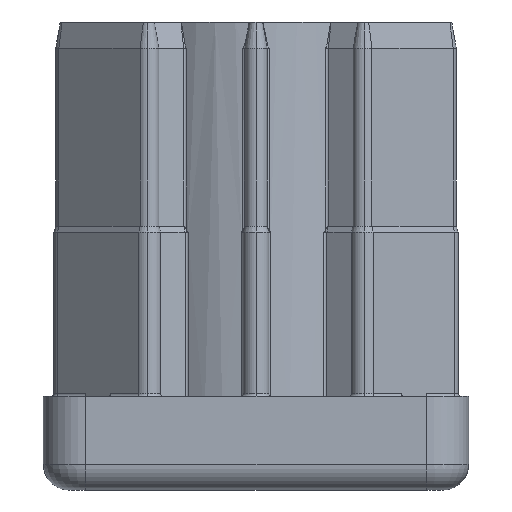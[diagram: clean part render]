
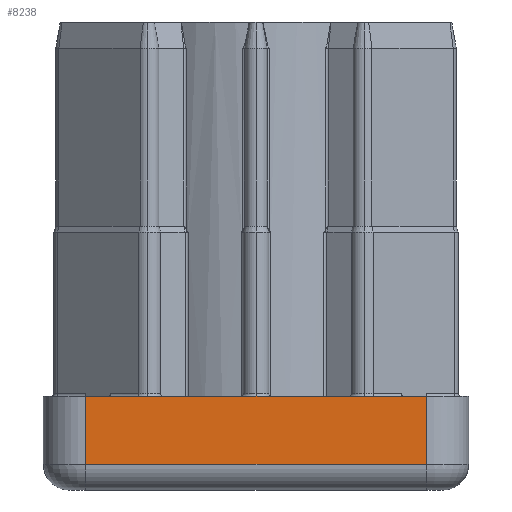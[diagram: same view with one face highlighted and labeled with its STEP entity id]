
A CAD part, left-side view. The second image highlights one B-rep face of the part: STEP entity #8238.
In plain terms, the highlighted planar face has unit normal (-1, 0, 0).
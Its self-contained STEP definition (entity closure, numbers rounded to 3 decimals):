
#296 = ORIENTED_EDGE ( 'NONE', *, *, #12932, .T. ) ;
#375 = LINE ( 'NONE', #15811, #9550 ) ;
#858 = ORIENTED_EDGE ( 'NONE', *, *, #10582, .F. ) ;
#1410 = LINE ( 'NONE', #3096, #14312 ) ;
#1762 = DIRECTION ( 'NONE',  ( 1., 0., 0. ) ) ;
#1904 = DIRECTION ( 'NONE',  ( 0., -1., 0. ) ) ;
#2449 = CARTESIAN_POINT ( 'NONE',  ( -25., -20., 3. ) ) ;
#2928 = EDGE_CURVE ( 'NONE', #11618, #5910, #10901, .T. ) ;
#3096 = CARTESIAN_POINT ( 'NONE',  ( -25., -25., 11. ) ) ;
#3405 = CARTESIAN_POINT ( 'NONE',  ( -25., -20., 3. ) ) ;
#3762 = CARTESIAN_POINT ( 'NONE',  ( -25., 20., 11. ) ) ;
#4744 = AXIS2_PLACEMENT_3D ( 'NONE', #8851, #1762, #13872 ) ;
#5910 = VERTEX_POINT ( 'NONE', #2449 ) ;
#5982 = CARTESIAN_POINT ( 'NONE',  ( -25., 20., 11. ) ) ;
#8112 = DIRECTION ( 'NONE',  ( 0., -1., 0. ) ) ;
#8238 = ADVANCED_FACE ( 'NONE', ( #14801 ), #12603, .F. ) ;
#8358 = DIRECTION ( 'NONE',  ( 0., 0., 1. ) ) ;
#8430 = CARTESIAN_POINT ( 'NONE',  ( -25., -20., 11. ) ) ;
#8851 = CARTESIAN_POINT ( 'NONE',  ( -25., -25., 11. ) ) ;
#9378 = EDGE_CURVE ( 'NONE', #14571, #11618, #13969, .T. ) ;
#9406 = VERTEX_POINT ( 'NONE', #8430 ) ;
#9550 = VECTOR ( 'NONE', #8358, 1000. ) ;
#10175 = VECTOR ( 'NONE', #8112, 1000. ) ;
#10582 = EDGE_CURVE ( 'NONE', #14571, #9406, #1410, .T. ) ;
#10901 = LINE ( 'NONE', #3405, #10175 ) ;
#11409 = VECTOR ( 'NONE', #11997, 1000. ) ;
#11618 = VERTEX_POINT ( 'NONE', #14987 ) ;
#11745 = EDGE_LOOP ( 'NONE', ( #14762, #15186, #296, #858 ) ) ;
#11997 = DIRECTION ( 'NONE',  ( 0., 0., -1. ) ) ;
#12603 = PLANE ( 'NONE',  #4744 ) ;
#12932 = EDGE_CURVE ( 'NONE', #5910, #9406, #375, .T. ) ;
#13872 = DIRECTION ( 'NONE',  ( 0., 0., -1. ) ) ;
#13969 = LINE ( 'NONE', #5982, #11409 ) ;
#14312 = VECTOR ( 'NONE', #1904, 1000. ) ;
#14571 = VERTEX_POINT ( 'NONE', #3762 ) ;
#14762 = ORIENTED_EDGE ( 'NONE', *, *, #9378, .T. ) ;
#14801 = FACE_OUTER_BOUND ( 'NONE', #11745, .T. ) ;
#14987 = CARTESIAN_POINT ( 'NONE',  ( -25., 20., 3. ) ) ;
#15186 = ORIENTED_EDGE ( 'NONE', *, *, #2928, .T. ) ;
#15811 = CARTESIAN_POINT ( 'NONE',  ( -25., -20., 11. ) ) ;
